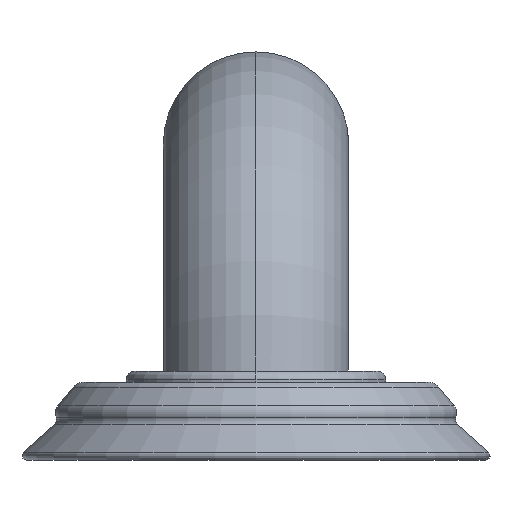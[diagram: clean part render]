
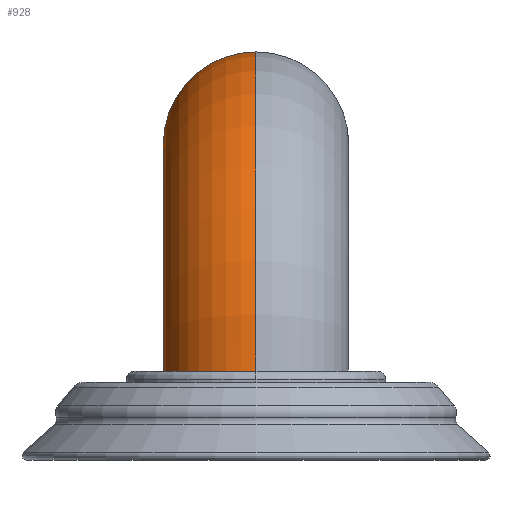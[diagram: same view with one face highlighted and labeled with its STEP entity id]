
A CAD part, left-side view. The second image highlights one B-rep face of the part: STEP entity #928.
In plain terms, the highlighted toroidal (fillet/blend) face has major radius 41.275 mm and minor radius 15.875 mm.
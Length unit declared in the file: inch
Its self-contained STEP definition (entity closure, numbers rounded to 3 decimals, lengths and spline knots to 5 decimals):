
#166=CARTESIAN_POINT('',(-17.36999,0.,0.6));
#167=CARTESIAN_POINT('',(-17.36999,0.01867,0.6));
#168=CARTESIAN_POINT('',(-17.37166,0.05585,0.6));
#169=CARTESIAN_POINT('',(-17.37919,0.1114,0.6));
#170=CARTESIAN_POINT('',(-17.39166,0.16594,0.6));
#171=CARTESIAN_POINT('',(-17.40903,0.21932,0.6));
#172=CARTESIAN_POINT('',(-17.43107,0.27081,0.6));
#173=CARTESIAN_POINT('',(-17.45775,0.32033,0.6));
#174=CARTESIAN_POINT('',(-17.48868,0.36714,0.6));
#175=CARTESIAN_POINT('',(-17.52384,0.41117,0.6));
#176=CARTESIAN_POINT('',(-17.56271,0.45178,0.6));
#177=CARTESIAN_POINT('',(-17.60519,0.48886,0.6));
#178=CARTESIAN_POINT('',(-17.65076,0.52195,0.6));
#179=CARTESIAN_POINT('',(-17.69916,0.55085,0.6));
#180=CARTESIAN_POINT('',(-17.74999,0.5753,0.6));
#181=CARTESIAN_POINT('',(-17.80272,0.59509,0.6));
#182=CARTESIAN_POINT('',(-17.85713,0.6101,0.6));
#183=CARTESIAN_POINT('',(-17.91249,0.62014,0.6));
#184=CARTESIAN_POINT('',(-17.96872,0.62521,0.6));
#185=CARTESIAN_POINT('',(-18.02494,0.62522,0.6));
#186=CARTESIAN_POINT('',(-18.08113,0.62017,0.6));
#187=CARTESIAN_POINT('',(-18.13643,0.61015,0.6));
#188=CARTESIAN_POINT('',(-18.19076,0.59518,0.6));
#189=CARTESIAN_POINT('',(-18.24338,0.57544,0.6));
#190=CARTESIAN_POINT('',(-18.29409,0.55104,0.6));
#191=CARTESIAN_POINT('',(-18.34237,0.52222,0.6));
#192=CARTESIAN_POINT('',(-18.38783,0.48921,0.6));
#193=CARTESIAN_POINT('',(-18.43021,0.45221,0.6));
#194=CARTESIAN_POINT('',(-18.46899,0.41167,0.6));
#195=CARTESIAN_POINT('',(-18.50409,0.36769,0.6));
#196=CARTESIAN_POINT('',(-18.53498,0.32092,0.6));
#197=CARTESIAN_POINT('',(-18.56165,0.27138,0.6));
#198=CARTESIAN_POINT('',(-18.58369,0.21985,0.6));
#199=CARTESIAN_POINT('',(-18.60107,0.16637,0.6));
#200=CARTESIAN_POINT('',(-18.61355,0.11172,0.6));
#201=CARTESIAN_POINT('',(-18.6211,0.05602,0.6));
#202=CARTESIAN_POINT('',(-18.62278,0.01873,0.6));
#203=CARTESIAN_POINT('',(-18.62278,0.,0.6));
#254=CARTESIAN_POINT('',(-16.375,0.,0.5));
#255=DIRECTION('',(0.,1.,0.));
#256=DIRECTION('',(-0.995,0.,0.1));
#257=AXIS2_PLACEMENT_3D('',#254,#255,#256);
#259=CARTESIAN_POINT('',(-16.375,0.,0.5));
#260=DIRECTION('',(0.,1.,0.));
#261=DIRECTION('',(-0.999,0.,0.044));
#262=AXIS2_PLACEMENT_3D('',#259,#260,#261);
#273=CARTESIAN_POINT('',(-16.375,0.,2.125));
#274=DIRECTION('',(1.,0.,0.));
#275=DIRECTION('',(0.,0.,-1.));
#276=AXIS2_PLACEMENT_3D('',#273,#274,#275);
#570=CARTESIAN_POINT('',(-16.375,0.,1.5));
#571=CARTESIAN_POINT('',(-16.375,0.,2.75));
#572=VERTEX_POINT('',#570);
#573=VERTEX_POINT('',#571);
#578=VERTEX_POINT('',#166);
#579=VERTEX_POINT('',#203);
#914=CARTESIAN_POINT('',(-16.375,0.,0.5));
#915=DIRECTION('',(0.,1.,0.));
#916=DIRECTION('',(1.,0.,0.));
#917=AXIS2_PLACEMENT_3D('',#914,#915,#916);
#918=TOROIDAL_SURFACE('',#917,1.625,0.625);
#919=ORIENTED_EDGE('',*,*,#895,.F.);
#921=ORIENTED_EDGE('',*,*,#920,.T.);
#923=ORIENTED_EDGE('',*,*,#922,.T.);
#925=ORIENTED_EDGE('',*,*,#924,.F.);
#926=EDGE_LOOP('',(#919,#921,#923,#925));
#927=FACE_OUTER_BOUND('',#926,.F.);
#928=ADVANCED_FACE('',(#927),#918,.T.);
#204=B_SPLINE_CURVE_WITH_KNOTS('',3,(#166,#167,#168,#169,#170,#171,#172,#173,
#174,#175,#176,#177,#178,#179,#180,#181,#182,#183,#184,#185,#186,#187,#188,#189,
#190,#191,#192,#193,#194,#195,#196,#197,#198,#199,#200,#201,#202,#203),
.UNSPECIFIED.,.F.,.F.,(4,1,1,1,1,1,1,1,1,1,1,1,1,1,1,1,1,1,1,1,1,1,1,1,1,1,1,1,
1,1,1,1,1,1,1,4),(0.,0.02857,0.05714,0.08571,
0.11429,0.14286,0.17143,0.2,0.22857,
0.25714,0.28571,0.31429,0.34286,
0.37143,0.4,0.42857,0.45714,0.48571,
0.51429,0.54286,0.57143,0.6,0.62857,
0.65714,0.68571,0.71429,0.74286,
0.77143,0.8,0.82857,0.85714,0.88571,
0.91429,0.94286,0.97143,1.),.UNSPECIFIED.);
#258=CIRCLE('',#257,1.);
#263=CIRCLE('',#262,2.25);
#277=CIRCLE('',#276,0.625);
#895=EDGE_CURVE('',#578,#579,#204,.T.);
#920=EDGE_CURVE('',#578,#572,#258,.T.);
#922=EDGE_CURVE('',#572,#573,#277,.T.);
#924=EDGE_CURVE('',#579,#573,#263,.T.);
